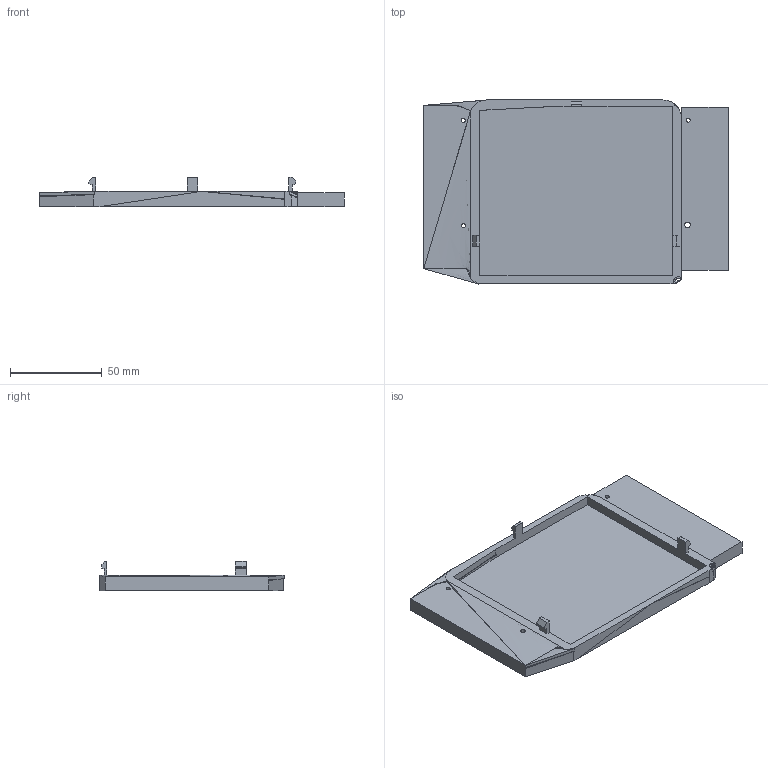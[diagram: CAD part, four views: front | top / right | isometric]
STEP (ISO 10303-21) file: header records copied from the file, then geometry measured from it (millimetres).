
FILE_DESCRIPTION(/* description */ (''),/* implementation_level */ '2;1');
FILE_NAME(/* name */ 'Jetson_Orin_Nano_Case-Bottom_M3_Inserts v3.step',/* time_stamp */ '2025-08-07T22:33:18-07:00',/* author */ (''),/* organization */ (''),/* preprocessor_version */ 'ST-DEVELOPER v20.1',/* originating_system */ 'Autodesk Translation Framework v14.10.0.0',/* authorisation */ '');
FILE_SCHEMA (('AUTOMOTIVE_DESIGN { 1 0 10303 214 3 1 1 }'));
Length unit declared in the file: inch
Products named in the file (1): Jetson_Orin_Nano_Case-Bottom_M3_Inserts
Bounding box: 165.91 x 100.29 x 15.9 mm (x, y, z)
Volume: 79892.6 mm3; surface area: 39328.2 mm2
Topology: 1 solids, 1 shells, 214 faces, 606 edges, 393 vertices
Faces by surface type: plane 179, bspline 29, cylinder 6
Full cylindrical faces by diameter (mm): 2.271 x3, 3 x1
Entity records: 7495 total; most frequent: CARTESIAN_POINT 2099, ORIENTED_EDGE 1212, DIRECTION 931, EDGE_CURVE 606, LINE 531, VECTOR 531, VERTEX_POINT 393, EDGE_LOOP 225
